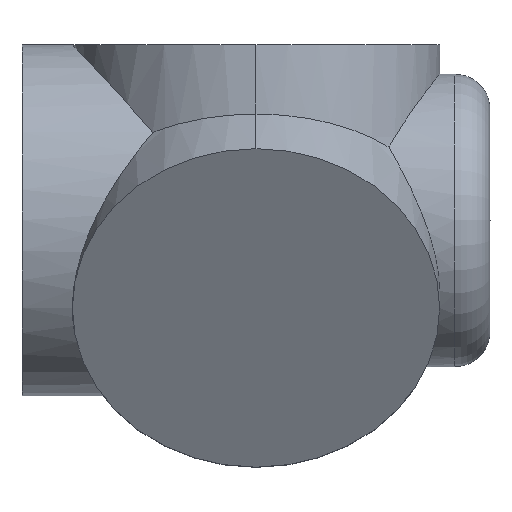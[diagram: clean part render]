
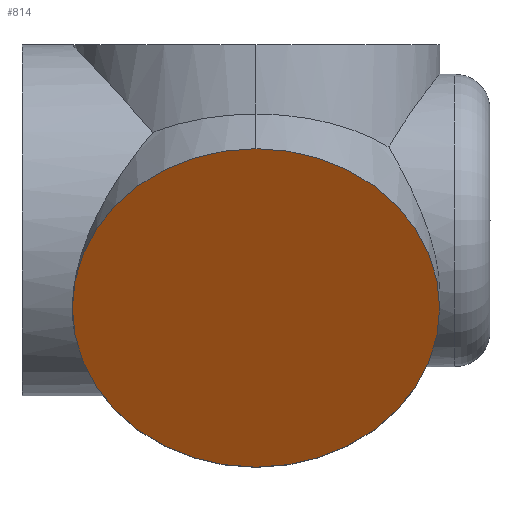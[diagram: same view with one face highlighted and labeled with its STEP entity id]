
A CAD part, top view. The second image highlights one B-rep face of the part: STEP entity #814.
In plain terms, the highlighted planar face has unit normal (0, -0.5, 0.866).
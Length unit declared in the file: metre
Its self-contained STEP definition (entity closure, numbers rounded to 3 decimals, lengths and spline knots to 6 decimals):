
#202 = CARTESIAN_POINT ( 'NONE',  ( 0., -0.445174, 1.603865 ) ) ;
#331 = VERTEX_POINT ( 'NONE', #3319 ) ;
#343 = AXIS2_PLACEMENT_3D ( 'NONE', #3368, #3327, #494 ) ;
#494 = DIRECTION ( 'NONE',  ( 0., 0.866, 0.5 ) ) ;
#504 = PLANE ( 'NONE',  #2054 ) ;
#606 = CIRCLE ( 'NONE', #3266, 1.57 ) ;
#812 = ORIENTED_EDGE ( 'NONE', *, *, #3809, .F. ) ;
#814 = ADVANCED_FACE ( 'NONE', ( #1857 ), #504, .F. ) ;
#941 = CIRCLE ( 'NONE', #343, 1.57 ) ;
#1148 = CIRCLE ( 'NONE', #2266, 1.57 ) ;
#1217 = CARTESIAN_POINT ( 'NONE',  ( 0., -0.445174, 1.603865 ) ) ;
#1516 = CARTESIAN_POINT ( 'NONE',  ( 0., 0.914486, 2.388865 ) ) ;
#1780 = ORIENTED_EDGE ( 'NONE', *, *, #4068, .F. ) ;
#1857 = FACE_OUTER_BOUND ( 'NONE', #3810, .T. ) ;
#2054 = AXIS2_PLACEMENT_3D ( 'NONE', #1217, #2147, #3398 ) ;
#2061 = CARTESIAN_POINT ( 'NONE',  ( 0., -0.445174, 1.603865 ) ) ;
#2147 = DIRECTION ( 'NONE',  ( 0., 0.5, -0.866 ) ) ;
#2266 = AXIS2_PLACEMENT_3D ( 'NONE', #2061, #3019, #3389 ) ;
#2323 = ORIENTED_EDGE ( 'NONE', *, *, #3888, .F. ) ;
#2676 = VERTEX_POINT ( 'NONE', #4050 ) ;
#3019 = DIRECTION ( 'NONE',  ( 0., 0.5, -0.866 ) ) ;
#3266 = AXIS2_PLACEMENT_3D ( 'NONE', #202, #3925, #3971 ) ;
#3301 = VERTEX_POINT ( 'NONE', #1516 ) ;
#3319 = CARTESIAN_POINT ( 'NONE',  ( 0., -1.804833, 0.818865 ) ) ;
#3327 = DIRECTION ( 'NONE',  ( 0., 0.5, -0.866 ) ) ;
#3368 = CARTESIAN_POINT ( 'NONE',  ( 0., -0.445174, 1.603865 ) ) ;
#3389 = DIRECTION ( 'NONE',  ( 0., 0.866, 0.5 ) ) ;
#3398 = DIRECTION ( 'NONE',  ( -1., 0., 0. ) ) ;
#3809 = EDGE_CURVE ( 'NONE', #331, #2676, #941, .T. ) ;
#3810 = EDGE_LOOP ( 'NONE', ( #2323, #812, #1780 ) ) ;
#3888 = EDGE_CURVE ( 'NONE', #2676, #3301, #606, .T. ) ;
#3925 = DIRECTION ( 'NONE',  ( 0., 0.5, -0.866 ) ) ;
#3971 = DIRECTION ( 'NONE',  ( 0., 0.866, 0.5 ) ) ;
#4050 = CARTESIAN_POINT ( 'NONE',  ( -1.57, -0.445174, 1.603865 ) ) ;
#4068 = EDGE_CURVE ( 'NONE', #3301, #331, #1148, .T. ) ;
